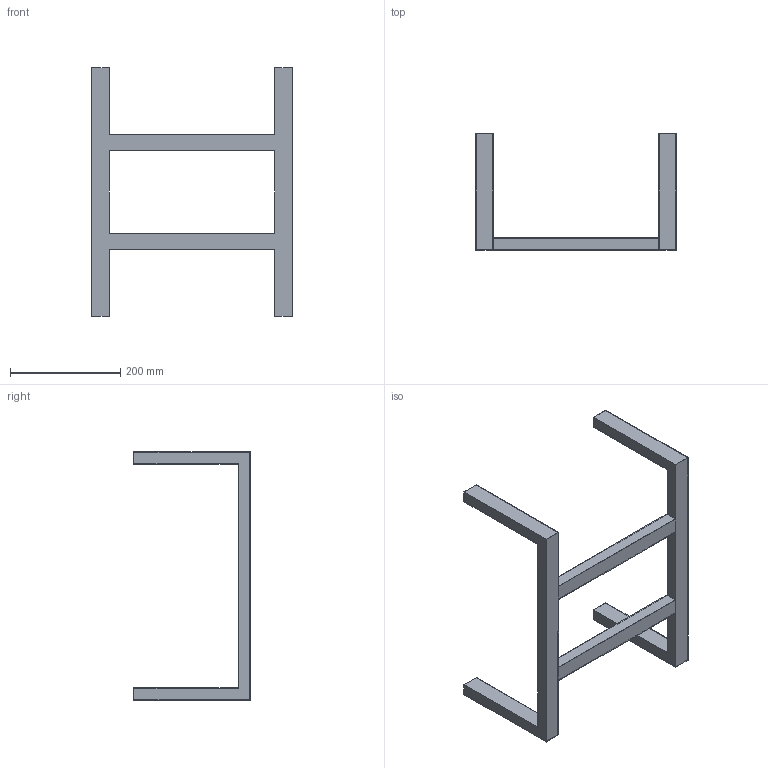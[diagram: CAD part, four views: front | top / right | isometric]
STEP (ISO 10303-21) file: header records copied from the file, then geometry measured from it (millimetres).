
FILE_DESCRIPTION (( 'STEP AP214' ), '1' );
FILE_NAME ('tankHolder.step', '2022-07-16T15:43:33', ( 'Windows User' ), ( '' ), 'SwSTEP 2.0', 'SolidWorks 2022', '' );
FILE_SCHEMA (( 'AUTOMOTIVE_DESIGN' ));
Length unit declared in the file: centimetre
Products named in the file (1): tankHolder
Bounding box: 364 x 211 x 450 mm (x, y, z)
Volume: 232224 mm3; surface area: 464464 mm2
Topology: 1 solids, 3 shells, 54 faces, 144 edges, 96 vertices
Faces by surface type: plane 54
Entity records: 1690 total; most frequent: CARTESIAN_POINT 295, ORIENTED_EDGE 288, DIRECTION 254, EDGE_CURVE 144, VECTOR 144, LINE 144, VERTEX_POINT 96, EDGE_LOOP 60
